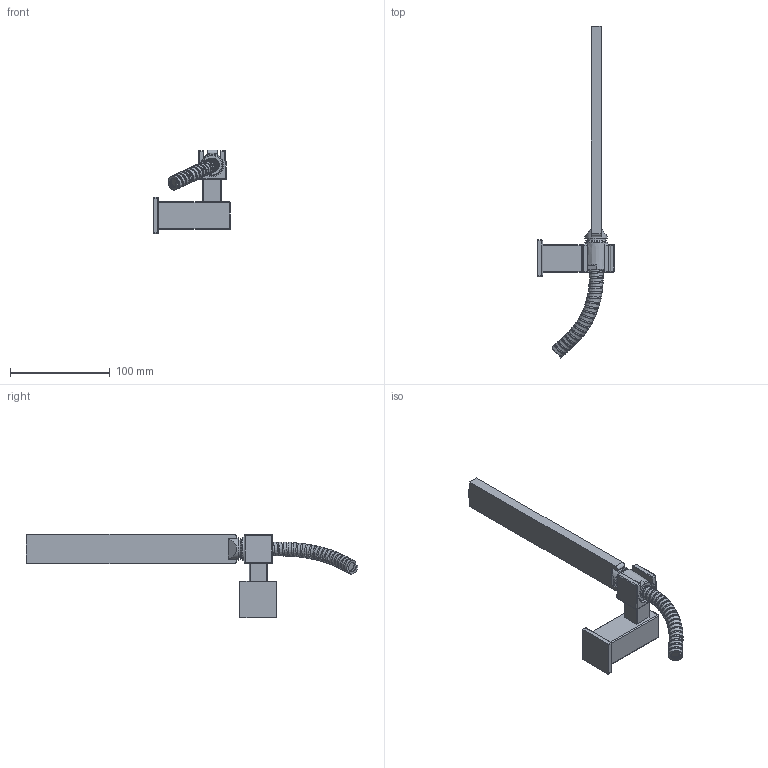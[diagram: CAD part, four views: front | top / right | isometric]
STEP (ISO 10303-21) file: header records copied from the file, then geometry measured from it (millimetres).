
FILE_DESCRIPTION((''),'2;1');
FILE_NAME('ZDUP059CR','2021-11-15T09:44:56',('ut3'),('PAFFONI SpA'),'CREO PARAMETRIC BY PTC INC, 2020044','CREO PARAMETRIC BY PTC INC, 2020044','');
FILE_SCHEMA(('CONFIG_CONTROL_DESIGN','SHAPE_APPEARANCE_LAYERS_GROUPS'));
Length unit declared in the file: millimetre
Products named in the file (1): ZDUP059CR
Bounding box: 77 x 333.19 x 84.25 mm (x, y, z)
Volume: 134903.3 mm3; surface area: 61254.8 mm2
Topology: 1 solids, 1 shells, 366 faces, 954 edges, 599 vertices
Faces by surface type: plane 229, bspline 50, cylinder 47, sphere 18, cone 16, torus 6
Entity records: 26984 total; most frequent: CARTESIAN_POINT 16757, ORIENTED_EDGE 1902, DIRECTION 1644, EDGE_CURVE 951, VECTOR 722, LINE 722, VERTEX_POINT 598, AXIS2_PLACEMENT_3D 461
